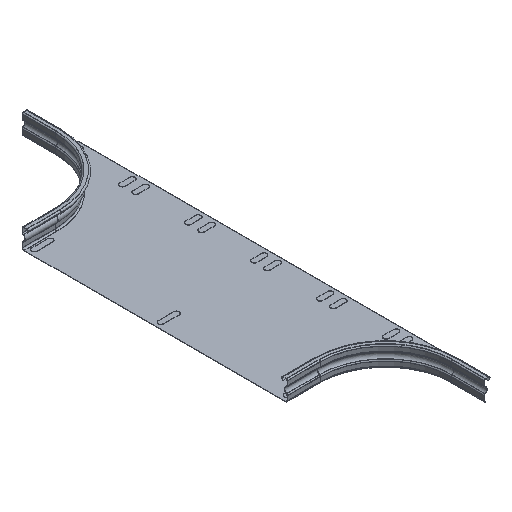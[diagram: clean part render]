
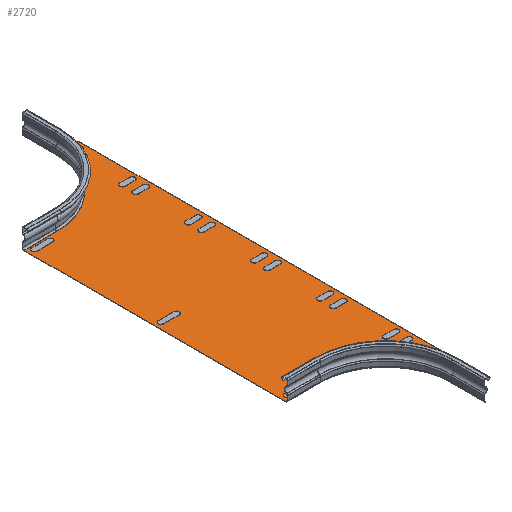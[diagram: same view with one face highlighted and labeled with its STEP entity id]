
A CAD part, isometric view. The second image highlights one B-rep face of the part: STEP entity #2720.
In plain terms, the highlighted planar face has unit normal (0, 0, 1).
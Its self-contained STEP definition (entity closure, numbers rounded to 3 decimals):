
#222=FACE_OUTER_BOUND('',#380,.T.);
#380=EDGE_LOOP('',(#2209,#2210,#2211,#2212,#2213,#2214,#2215,#2216));
#570=CIRCLE('',#3055,101.6);
#571=CIRCLE('',#3062,101.6);
#772=LINE('',#4661,#998);
#780=LINE('',#4688,#1006);
#782=LINE('',#4692,#1008);
#785=LINE('',#4698,#1011);
#786=LINE('',#4700,#1012);
#787=LINE('',#4703,#1013);
#998=VECTOR('',#3727,1.);
#1006=VECTOR('',#3761,1.);
#1008=VECTOR('',#3765,1.);
#1011=VECTOR('',#3770,1.);
#1012=VECTOR('',#3771,1.);
#1013=VECTOR('',#3774,1.);
#1284=VERTEX_POINT('',#4647);
#1286=VERTEX_POINT('',#4655);
#1288=VERTEX_POINT('',#4659);
#1294=VERTEX_POINT('',#4687);
#1295=VERTEX_POINT('',#4691);
#1297=VERTEX_POINT('',#4697);
#1298=VERTEX_POINT('',#4699);
#1299=VERTEX_POINT('',#4701);
#1641=EDGE_CURVE('',#1286,#1288,#772,.T.);
#1649=EDGE_CURVE('',#1286,#1284,#570,.T.);
#1654=EDGE_CURVE('',#1294,#1284,#780,.T.);
#1656=EDGE_CURVE('',#1294,#1295,#782,.T.);
#1659=EDGE_CURVE('',#1288,#1297,#785,.T.);
#1660=EDGE_CURVE('',#1298,#1297,#786,.T.);
#1661=EDGE_CURVE('',#1298,#1299,#571,.T.);
#1662=EDGE_CURVE('',#1299,#1295,#787,.T.);
#2209=ORIENTED_EDGE('',*,*,#1659,.T.);
#2210=ORIENTED_EDGE('',*,*,#1660,.F.);
#2211=ORIENTED_EDGE('',*,*,#1661,.T.);
#2212=ORIENTED_EDGE('',*,*,#1662,.T.);
#2213=ORIENTED_EDGE('',*,*,#1656,.F.);
#2214=ORIENTED_EDGE('',*,*,#1654,.T.);
#2215=ORIENTED_EDGE('',*,*,#1649,.F.);
#2216=ORIENTED_EDGE('',*,*,#1641,.T.);
#2605=PLANE('',#3061);
#2720=ADVANCED_FACE('',(#222),#2605,.F.);
#3055=AXIS2_PLACEMENT_3D('',#4677,#3747,#3748);
#3061=AXIS2_PLACEMENT_3D('',#4696,#3768,#3769);
#3062=AXIS2_PLACEMENT_3D('',#4702,#3772,#3773);
#3727=DIRECTION('',(-1.,0.,0.));
#3747=DIRECTION('center_axis',(0.,0.,1.));
#3748=DIRECTION('ref_axis',(0.,-1.,0.));
#3761=DIRECTION('',(-1.,0.,0.));
#3765=DIRECTION('',(0.,-1.,0.));
#3768=DIRECTION('center_axis',(0.,0.,-1.));
#3769=DIRECTION('ref_axis',(1.,0.,0.));
#3770=DIRECTION('',(0.,-1.,0.));
#3771=DIRECTION('',(-1.,0.,0.));
#3772=DIRECTION('center_axis',(0.,0.,-1.));
#3773=DIRECTION('ref_axis',(0.,1.,0.));
#3774=DIRECTION('',(1.,0.,0.));
#4647=CARTESIAN_POINT('',(163.718,461.214,-2.));
#4655=CARTESIAN_POINT('',(62.118,359.614,-2.));
#4659=CARTESIAN_POINT('',(12.118,359.614,-2.));
#4661=CARTESIAN_POINT('',(62.118,359.614,-2.));
#4677=CARTESIAN_POINT('Origin',(62.118,461.214,-2.));
#4687=CARTESIAN_POINT('',(197.118,461.214,-2.));
#4688=CARTESIAN_POINT('',(129.618,461.214,-2.));
#4691=CARTESIAN_POINT('',(197.118,-139.185,-2.));
#4692=CARTESIAN_POINT('',(197.118,86.014,-2.));
#4696=CARTESIAN_POINT('Origin',(62.118,61.814,-2.));
#4697=CARTESIAN_POINT('',(12.118,-37.585,-2.));
#4698=CARTESIAN_POINT('',(12.118,186.014,-2.));
#4699=CARTESIAN_POINT('',(62.118,-37.585,-2.));
#4700=CARTESIAN_POINT('',(62.118,-37.585,-2.));
#4701=CARTESIAN_POINT('',(163.718,-139.185,-2.));
#4702=CARTESIAN_POINT('Origin',(62.118,-139.185,-2.));
#4703=CARTESIAN_POINT('',(129.618,-139.185,-2.));
